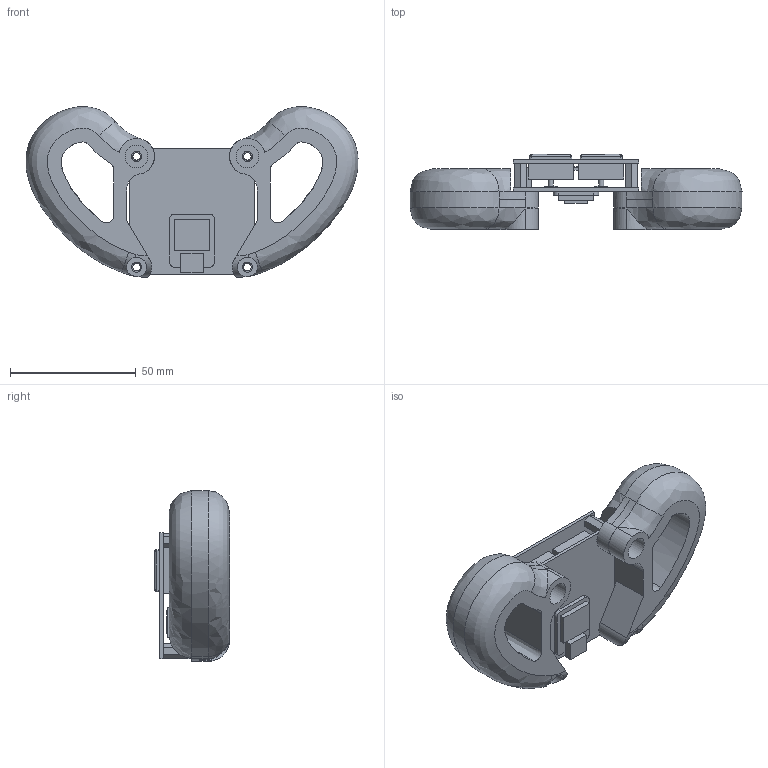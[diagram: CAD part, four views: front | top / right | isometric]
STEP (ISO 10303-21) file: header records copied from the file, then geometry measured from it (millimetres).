
FILE_DESCRIPTION(/* description */ ('','CAx-IF Rec.Pracs.---Representation and Presentation of Product Manufacturing Information (PMI)---4.0---2014-10-13'),/* implementation_level */ '2;1');
FILE_NAME(/* name */ 'MINI GAME CONSOLE.step',/* time_stamp */ '2025-03-11T21:11:44+05:30',/* author */ (''),/* organization */ (''),/* preprocessor_version */ 'ST-DEVELOPER v20',/* originating_system */ 'Autodesk Translation Framework v13.20.0.188',/* authorisation */ '');
FILE_SCHEMA (('AP242_MANAGED_MODEL_BASED_3D_ENGINEERING_MIM_LF { 1 0 10303 442 1 1 4 }'));
Length unit declared in the file: millimetre
Products named in the file (10): Micropad; SW; SCREEN; XIAO; TOP BOARD; TOP PCB STANDOFFS; Component10; MID BOARD; LEFT; RIGHT
Assembly tree (9 placements, depth 3):
  Micropad
    SW
    SCREEN
    XIAO
    TOP BOARD
    TOP PCB STANDOFFS
      Component10
    MID BOARD
    LEFT
    RIGHT
Bounding box: 131.84 x 29.8 x 67.75 mm (x, y, z)
Volume: 84464.4 mm3; surface area: 34594.9 mm2
Topology: 14 solids, 14 shells, 246 faces, 582 edges, 364 vertices
Faces by surface type: plane 140, bspline 56, cylinder 50
Full cylindrical faces by diameter (mm): 2 x2, 3 x12, 4 x4, 9 x2
Entity records: 9918 total; most frequent: CARTESIAN_POINT 4237, ORIENTED_EDGE 1148, DIRECTION 970, EDGE_CURVE 574, VERTEX_POINT 364, LINE 348, VECTOR 348, AXIS2_PLACEMENT_3D 311
